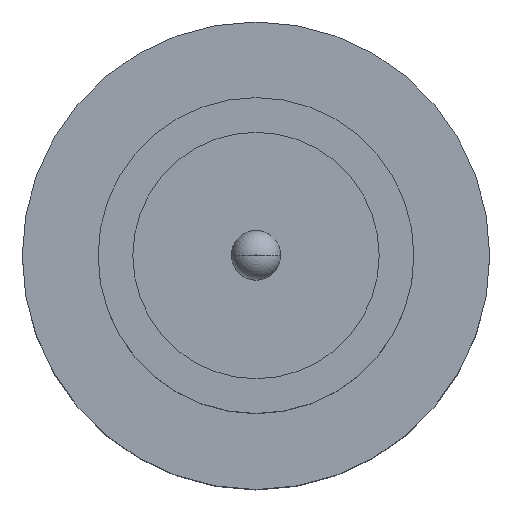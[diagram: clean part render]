
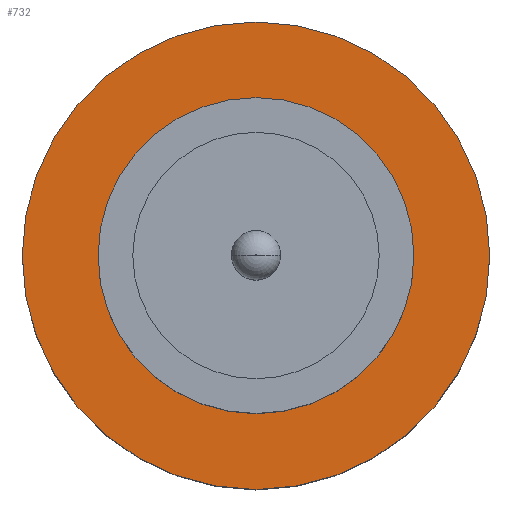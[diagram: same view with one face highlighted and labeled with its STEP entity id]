
A CAD part, top view. The second image highlights one B-rep face of the part: STEP entity #732.
In plain terms, the highlighted planar face has unit normal (0, 0, 1).
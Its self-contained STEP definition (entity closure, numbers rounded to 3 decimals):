
#29 = CIRCLE ( 'NONE', #591, 1.85 ) ;
#44 = CARTESIAN_POINT ( 'NONE',  ( 0., 0., 1.55 ) ) ;
#98 = CARTESIAN_POINT ( 'NONE',  ( 1.25, 0., 1.55 ) ) ;
#136 = ORIENTED_EDGE ( 'NONE', *, *, #145, .T. ) ;
#137 = CARTESIAN_POINT ( 'NONE',  ( 0., 0., 1.55 ) ) ;
#139 = DIRECTION ( 'NONE',  ( 0., 0., 1. ) ) ;
#145 = EDGE_CURVE ( 'NONE', #500, #421, #187, .T. ) ;
#147 = DIRECTION ( 'NONE',  ( 1., 0., 0. ) ) ;
#156 = EDGE_CURVE ( 'NONE', #421, #500, #29, .T. ) ;
#157 = CARTESIAN_POINT ( 'NONE',  ( 1.85, 0., 1.55 ) ) ;
#160 = FACE_BOUND ( 'NONE', #203, .T. ) ;
#181 = DIRECTION ( 'NONE',  ( 0., 0., 1. ) ) ;
#187 = CIRCLE ( 'NONE', #699, 1.85 ) ;
#203 = EDGE_LOOP ( 'NONE', ( #490, #392 ) ) ;
#265 = DIRECTION ( 'NONE',  ( 1., 0., 0. ) ) ;
#289 = VERTEX_POINT ( 'NONE', #849 ) ;
#329 = CARTESIAN_POINT ( 'NONE',  ( -1.85, 0., 1.55 ) ) ;
#346 = CIRCLE ( 'NONE', #384, 1.25 ) ;
#351 = CARTESIAN_POINT ( 'NONE',  ( 0., 0., 1.55 ) ) ;
#384 = AXIS2_PLACEMENT_3D ( 'NONE', #747, #755, #265 ) ;
#392 = ORIENTED_EDGE ( 'NONE', *, *, #700, .F. ) ;
#401 = ORIENTED_EDGE ( 'NONE', *, *, #156, .T. ) ;
#421 = VERTEX_POINT ( 'NONE', #157 ) ;
#466 = VERTEX_POINT ( 'NONE', #98 ) ;
#482 = AXIS2_PLACEMENT_3D ( 'NONE', #44, #181, #527 ) ;
#490 = ORIENTED_EDGE ( 'NONE', *, *, #536, .F. ) ;
#500 = VERTEX_POINT ( 'NONE', #329 ) ;
#516 = AXIS2_PLACEMENT_3D ( 'NONE', #848, #701, #147 ) ;
#527 = DIRECTION ( 'NONE',  ( 1., 0., 0. ) ) ;
#536 = EDGE_CURVE ( 'NONE', #466, #289, #706, .T. ) ;
#572 = FACE_OUTER_BOUND ( 'NONE', #659, .T. ) ;
#591 = AXIS2_PLACEMENT_3D ( 'NONE', #137, #751, #627 ) ;
#627 = DIRECTION ( 'NONE',  ( 1., 0., 0. ) ) ;
#659 = EDGE_LOOP ( 'NONE', ( #136, #401 ) ) ;
#699 = AXIS2_PLACEMENT_3D ( 'NONE', #351, #139, #766 ) ;
#700 = EDGE_CURVE ( 'NONE', #289, #466, #346, .T. ) ;
#701 = DIRECTION ( 'NONE',  ( 0., 0., 1. ) ) ;
#706 = CIRCLE ( 'NONE', #482, 1.25 ) ;
#732 = ADVANCED_FACE ( 'NONE', ( #160, #572 ), #779, .T. ) ;
#747 = CARTESIAN_POINT ( 'NONE',  ( 0., 0., 1.55 ) ) ;
#751 = DIRECTION ( 'NONE',  ( 0., 0., 1. ) ) ;
#755 = DIRECTION ( 'NONE',  ( 0., 0., 1. ) ) ;
#766 = DIRECTION ( 'NONE',  ( 1., 0., 0. ) ) ;
#779 = PLANE ( 'NONE',  #516 ) ;
#848 = CARTESIAN_POINT ( 'NONE',  ( 0., 0., 1.55 ) ) ;
#849 = CARTESIAN_POINT ( 'NONE',  ( -1.25, 0., 1.55 ) ) ;
